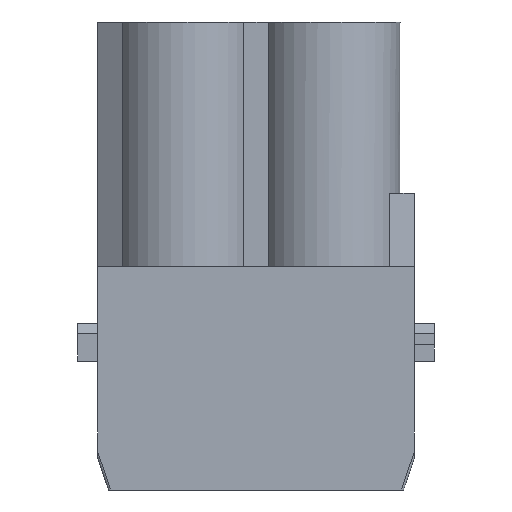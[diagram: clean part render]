
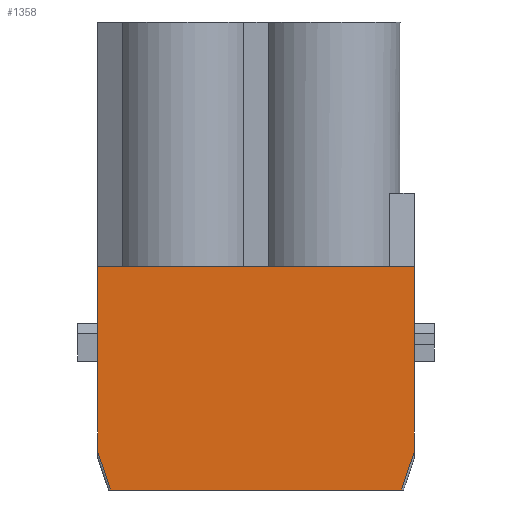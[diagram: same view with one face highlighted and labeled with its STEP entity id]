
A CAD part, left-side view. The second image highlights one B-rep face of the part: STEP entity #1358.
In plain terms, the highlighted planar face has unit normal (-1, 0, 0).
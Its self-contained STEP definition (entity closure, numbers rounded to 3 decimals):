
#1073=FACE_OUTER_BOUND('',#1964,.T.);
#1358=ADVANCED_FACE('',(#1073),#1574,.T.);
#1574=PLANE('',#6331);
#1964=EDGE_LOOP('',(#2648,#2649,#2650,#2651,#2652,#2653));
#2648=ORIENTED_EDGE('',*,*,#4046,.F.);
#2649=ORIENTED_EDGE('',*,*,#3901,.T.);
#2650=ORIENTED_EDGE('',*,*,#3885,.T.);
#2651=ORIENTED_EDGE('',*,*,#3898,.T.);
#2652=ORIENTED_EDGE('',*,*,#4047,.T.);
#2653=ORIENTED_EDGE('',*,*,#4022,.F.);
#3455=VERTEX_POINT('',#8848);
#3456=VERTEX_POINT('',#8850);
#3465=VERTEX_POINT('',#8879);
#3466=VERTEX_POINT('',#8885);
#3555=VERTEX_POINT('',#9147);
#3556=VERTEX_POINT('',#9149);
#3885=EDGE_CURVE('',#3456,#3455,#4946,.T.);
#3898=EDGE_CURVE('',#3455,#3465,#4954,.T.);
#3901=EDGE_CURVE('',#3466,#3456,#4955,.T.);
#4022=EDGE_CURVE('',#3555,#3556,#5042,.T.);
#4046=EDGE_CURVE('',#3466,#3555,#5053,.T.);
#4047=EDGE_CURVE('',#3465,#3556,#5054,.T.);
#4946=LINE('',#8849,#5445);
#4954=LINE('',#8878,#5453);
#4955=LINE('',#8884,#5454);
#5042=LINE('',#9148,#5541);
#5053=LINE('',#9270,#5552);
#5054=LINE('',#9271,#5553);
#5445=VECTOR('',#6826,1.);
#5453=VECTOR('',#6858,1.);
#5454=VECTOR('',#6867,1.);
#5541=VECTOR('',#7128,1.);
#5552=VECTOR('',#7149,1.);
#5553=VECTOR('',#7150,1.);
#6331=AXIS2_PLACEMENT_3D('',#9272,#7151,#7152);
#6826=DIRECTION('',(0.,-1.,0.));
#6858=DIRECTION('',(0.,-0.316,0.949));
#6867=DIRECTION('',(0.,-0.316,-0.949));
#7128=DIRECTION('',(0.,-1.,0.));
#7149=DIRECTION('',(0.,0.,1.));
#7150=DIRECTION('',(0.,0.,1.));
#7151=DIRECTION('',(-1.,0.,0.));
#7152=DIRECTION('',(0.,0.,-1.));
#8848=CARTESIAN_POINT('',(-7.325,-13.939,-12.35));
#8849=CARTESIAN_POINT('',(-7.325,15.15,-12.35));
#8850=CARTESIAN_POINT('',(-7.325,13.939,-12.35));
#8878=CARTESIAN_POINT('',(-7.325,-11.345,-20.132));
#8879=CARTESIAN_POINT('',(-7.325,-15.15,-8.718));
#8884=CARTESIAN_POINT('',(-7.325,14.375,-11.042));
#8885=CARTESIAN_POINT('',(-7.325,15.15,-8.718));
#9147=CARTESIAN_POINT('',(-7.325,15.15,9.1));
#9148=CARTESIAN_POINT('',(-7.325,15.15,9.1));
#9149=CARTESIAN_POINT('',(-7.325,-15.15,9.1));
#9270=CARTESIAN_POINT('',(-7.325,15.15,-11.3));
#9271=CARTESIAN_POINT('',(-7.325,-15.15,-11.3));
#9272=CARTESIAN_POINT('',(-7.325,15.15,-11.3));
